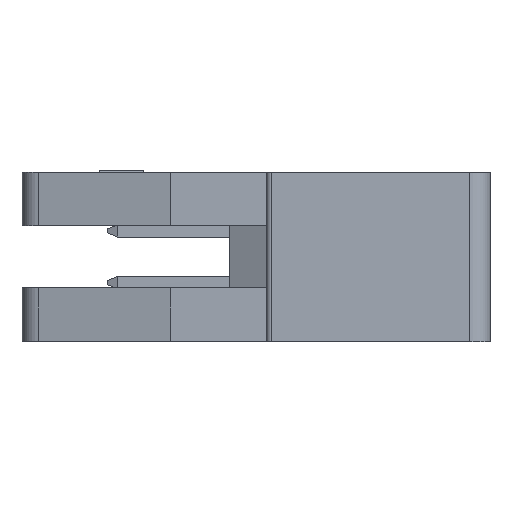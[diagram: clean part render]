
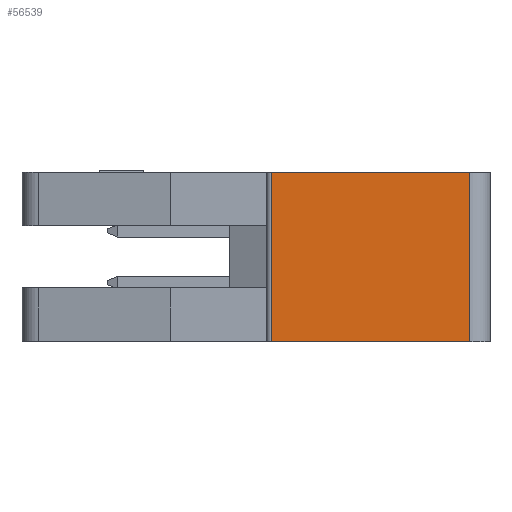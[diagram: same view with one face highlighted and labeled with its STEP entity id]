
A CAD part, left-side view. The second image highlights one B-rep face of the part: STEP entity #56539.
In plain terms, the highlighted planar face has unit normal (-1, 0, 0).
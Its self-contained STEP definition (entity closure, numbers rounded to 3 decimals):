
#37723=CARTESIAN_POINT('',(-6.2,7.575,-0.125));
#37724=VERTEX_POINT('',#37723);
#37732=CARTESIAN_POINT('',(-6.2,-2.175,-0.125));
#37733=VERTEX_POINT('',#37732);
#37734=CARTESIAN_POINT('',(-6.2,-2.175,-0.125));
#37735=DIRECTION('',(0.,1.,0.));
#37736=VECTOR('',#37735,9.75);
#37737=LINE('',#37734,#37736);
#37738=EDGE_CURVE('',#37733,#37724,#37737,.T.);
#37773=CARTESIAN_POINT('',(-6.2,-2.175,-8.425));
#37774=VERTEX_POINT('',#37773);
#37782=CARTESIAN_POINT('',(-6.2,7.575,-8.425));
#37783=VERTEX_POINT('',#37782);
#37784=CARTESIAN_POINT('',(-6.2,7.575,-8.425));
#37785=DIRECTION('',(0.,-1.,0.));
#37786=VECTOR('',#37785,9.75);
#37787=LINE('',#37784,#37786);
#37788=EDGE_CURVE('',#37783,#37774,#37787,.T.);
#50071=CARTESIAN_POINT('',(-6.2,-2.175,-0.125));
#50072=DIRECTION('',(0.,0.,-1.));
#50073=VECTOR('',#50072,8.3);
#50074=LINE('',#50071,#50073);
#50075=EDGE_CURVE('',#37733,#37774,#50074,.T.);
#56519=CARTESIAN_POINT('',(-6.2,7.575,-0.125));
#56520=DIRECTION('',(0.,0.,-1.));
#56521=VECTOR('',#56520,8.3);
#56522=LINE('',#56519,#56521);
#56523=EDGE_CURVE('',#37724,#37783,#56522,.T.);
#56528=CARTESIAN_POINT('',(-6.2,2.7,-4.275));
#56529=DIRECTION('',(0.,1.,0.));
#56530=DIRECTION('',(-1.,0.,0.));
#56531=AXIS2_PLACEMENT_3D('',#56528,#56530,#56529);
#56532=PLANE('',#56531);
#56533=ORIENTED_EDGE('',*,*,#37738,.T.);
#56534=ORIENTED_EDGE('',*,*,#56523,.T.);
#56535=ORIENTED_EDGE('',*,*,#37788,.T.);
#56536=ORIENTED_EDGE('',*,*,#50075,.F.);
#56537=EDGE_LOOP('',(#56533,#56534,#56535,#56536));
#56538=FACE_OUTER_BOUND('',#56537,.T.);
#56539=ADVANCED_FACE('',(#56538),#56532,.T.);
